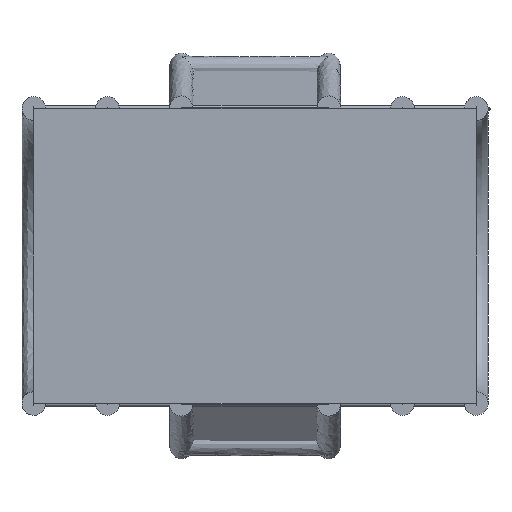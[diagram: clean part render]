
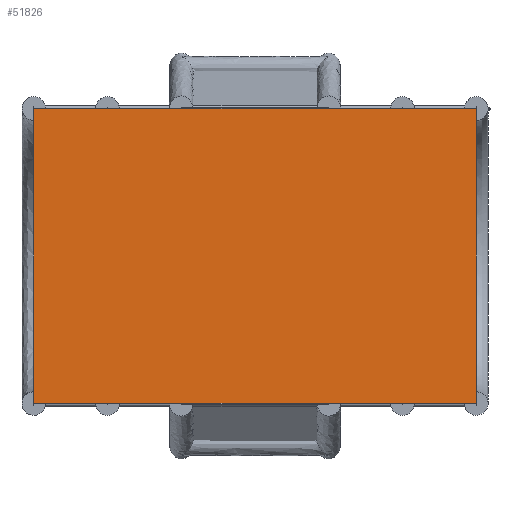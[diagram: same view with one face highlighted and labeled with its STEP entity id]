
A CAD part, front view. The second image highlights one B-rep face of the part: STEP entity #51826.
In plain terms, the highlighted free-form (B-spline) face has degree [1, 1] with [2, 2] control points.
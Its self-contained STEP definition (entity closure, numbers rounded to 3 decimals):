
#51826 = ADVANCED_FACE('',(#51827),#51857,.T.);
#51827 = FACE_BOUND('',#51828,.T.);
#51828 = EDGE_LOOP('',(#51829,#51838,#51845,#51852));
#51829 = ORIENTED_EDGE('',*,*,#51830,.T.);
#51830 = EDGE_CURVE('',#51831,#51833,#51835,.T.);
#51831 = VERTEX_POINT('',#51832);
#51832 = CARTESIAN_POINT('',(68.876,-0.459,
    -45.917));
#51833 = VERTEX_POINT('',#51834);
#51834 = CARTESIAN_POINT('',(68.876,-0.459,
    45.917));
#51835 = B_SPLINE_CURVE_WITH_KNOTS('',1,(#51836,#51837),.UNSPECIFIED.,
  .F.,.F.,(2,2),(0.,100.),.PIECEWISE_BEZIER_KNOTS.);
#51836 = CARTESIAN_POINT('',(68.876,-0.459,
    -45.917));
#51837 = CARTESIAN_POINT('',(68.876,-0.459,
    45.917));
#51838 = ORIENTED_EDGE('',*,*,#51839,.T.);
#51839 = EDGE_CURVE('',#51833,#51840,#51842,.T.);
#51840 = VERTEX_POINT('',#51841);
#51841 = CARTESIAN_POINT('',(-68.876,-0.459,
    45.917));
#51842 = B_SPLINE_CURVE_WITH_KNOTS('',1,(#51843,#51844),.UNSPECIFIED.,
  .F.,.F.,(2,2),(0.,150.),.PIECEWISE_BEZIER_KNOTS.);
#51843 = CARTESIAN_POINT('',(68.876,-0.459,
    45.917));
#51844 = CARTESIAN_POINT('',(-68.876,-0.459,
    45.917));
#51845 = ORIENTED_EDGE('',*,*,#51846,.F.);
#51846 = EDGE_CURVE('',#51847,#51840,#51849,.T.);
#51847 = VERTEX_POINT('',#51848);
#51848 = CARTESIAN_POINT('',(-68.876,-0.459,
    -45.917));
#51849 = B_SPLINE_CURVE_WITH_KNOTS('',1,(#51850,#51851),.UNSPECIFIED.,
  .F.,.F.,(2,2),(0.,100.),.PIECEWISE_BEZIER_KNOTS.);
#51850 = CARTESIAN_POINT('',(-68.876,-0.459,
    -45.917));
#51851 = CARTESIAN_POINT('',(-68.876,-0.459,
    45.917));
#51852 = ORIENTED_EDGE('',*,*,#51853,.F.);
#51853 = EDGE_CURVE('',#51831,#51847,#51854,.T.);
#51854 = B_SPLINE_CURVE_WITH_KNOTS('',1,(#51855,#51856),.UNSPECIFIED.,
  .F.,.F.,(2,2),(0.,150.),.PIECEWISE_BEZIER_KNOTS.);
#51855 = CARTESIAN_POINT('',(68.876,-0.459,
    -45.917));
#51856 = CARTESIAN_POINT('',(-68.876,-0.459,
    -45.917));
#51857 = B_SPLINE_SURFACE_WITH_KNOTS('',1,1,(
    (#51858,#51859)
    ,(#51860,#51861
    )),.UNSPECIFIED.,.F.,.F.,.F.,(2,2),(2,2),(0.,100.),(0.,150.),
  .PIECEWISE_BEZIER_KNOTS.);
#51858 = CARTESIAN_POINT('',(68.876,-0.459,
    -45.917));
#51859 = CARTESIAN_POINT('',(-68.876,-0.459,
    -45.917));
#51860 = CARTESIAN_POINT('',(68.876,-0.459,
    45.917));
#51861 = CARTESIAN_POINT('',(-68.876,-0.459,
    45.917));
